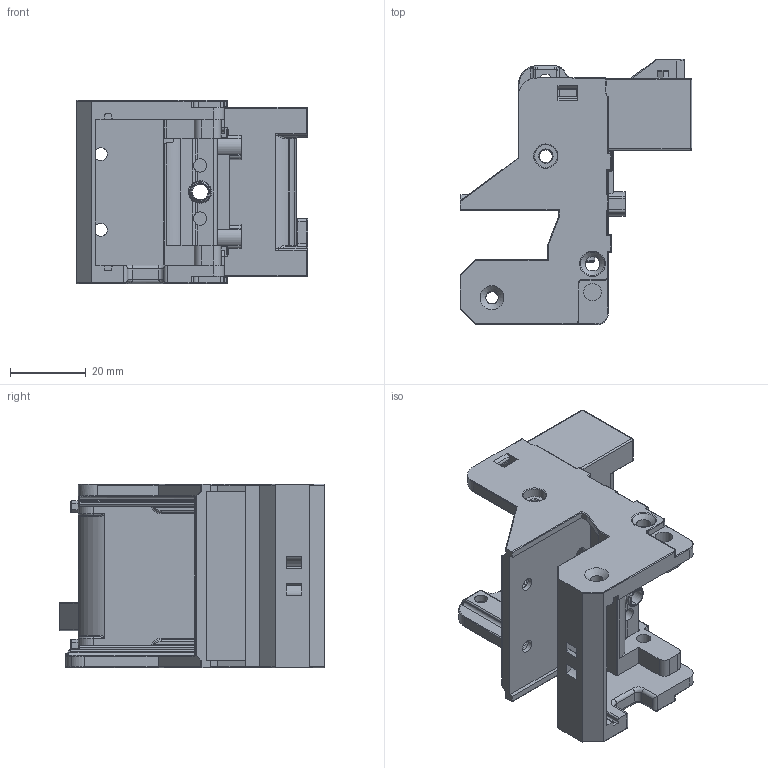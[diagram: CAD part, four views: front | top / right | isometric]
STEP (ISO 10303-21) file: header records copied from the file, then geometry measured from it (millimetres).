
FILE_DESCRIPTION(('HOOPS Exchange Step'),'2;1');
FILE_NAME('temp_export','2025-08-28T13:48:59+01:00',('shima'),('Shapr3D Limited'),'HOOPS Exchange 2025.5','Shapr3D','Authorized');
FILE_SCHEMA( ('AP242_MANAGED_MODEL_BASED_3D_ENGINEERING_MIM_LF {1 0 10303 442 1 1 4}') );
Length unit declared in the file: millimetre
Products named in the file (3): Carriage w Probe.step opened + 2mm back; Linear Rail Carriage.step; root
Assembly tree (2 placements, depth 2):
  root
    Carriage w Probe.step opened + 2mm back
    Linear Rail Carriage.step
Bounding box: 61.1 x 70 x 48.4 mm (x, y, z)
Volume: 45512.1 mm3; surface area: 23161.3 mm2
Topology: 1 solids, 1 shells, 856 faces, 2168 edges, 1314 vertices
Faces by surface type: cylinder 400, plane 246, torus 110, sphere 46, bspline 39, cone 15
Full cylindrical faces by diameter (mm): 3.2 x2, 3.3 x2, 3.4 x7, 3.5 x2, 3.8 x2, 4.6 x11, 4.62 x2, 5.599 x1, 6 x5
Entity records: 28742 total; most frequent: CARTESIAN_POINT 8092, DIRECTION 4415, ORIENTED_EDGE 4310, EDGE_CURVE 2155, AXIS2_PLACEMENT_3D 1688, VERTEX_POINT 1314, VECTOR 1039, LINE 1039
